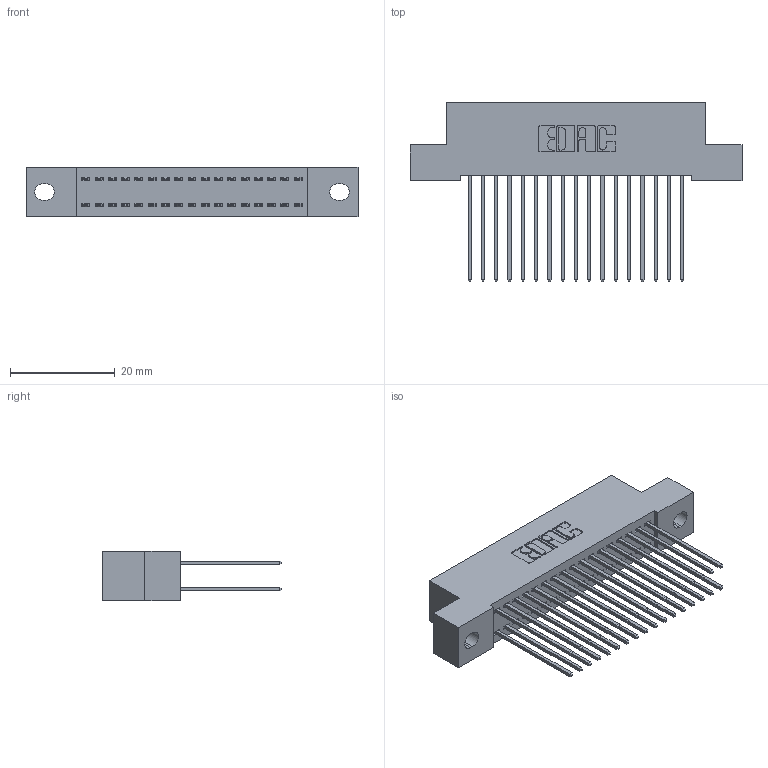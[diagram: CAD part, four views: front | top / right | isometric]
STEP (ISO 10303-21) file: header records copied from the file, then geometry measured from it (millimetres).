
FILE_DESCRIPTION (( 'STEP AP203' ), '1' );
FILE_NAME ('392-034-541-202.STEP', '2019-10-07T15:56:57', ( '' ), ( '' ), 'SwSTEP 2.0', 'SolidWorks 2016', '' );
FILE_SCHEMA (( 'CONFIG_CONTROL_DESIGN' ));
Length unit declared in the file: inch
Products named in the file (3): 342 Part_.128 Slot; 345-292-001_345-293-141; 392-034-541-202
Assembly tree (35 placements, depth 2):
  392-034-541-202
    342 Part_.128 Slot
    345-292-001_345-293-141  x34
Bounding box: 63.5 x 34.3 x 9.4 mm (x, y, z)
Volume: 5730 mm3; surface area: 9352.6 mm2
Topology: 35 solids, 35 shells, 1882 faces, 5581 edges, 3674 vertices
Faces by surface type: plane 1294, cylinder 588
Entity records: 14191 total; most frequent: CARTESIAN_POINT 2382, ORIENTED_EDGE 2318, DIRECTION 2079, EDGE_CURVE 1159, LINE 1031, VECTOR 1031, VERTEX_POINT 770, AXIS2_PLACEMENT_3D 524
